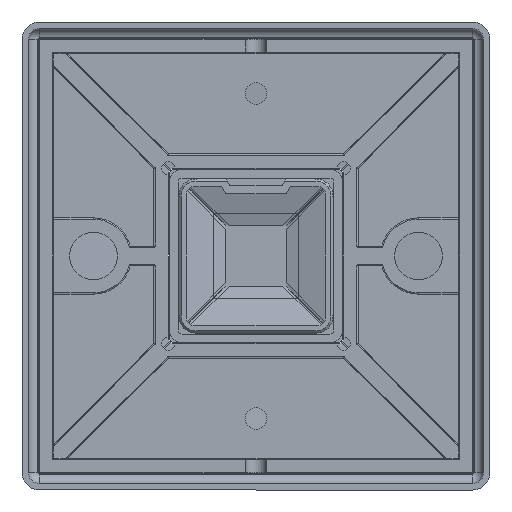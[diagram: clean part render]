
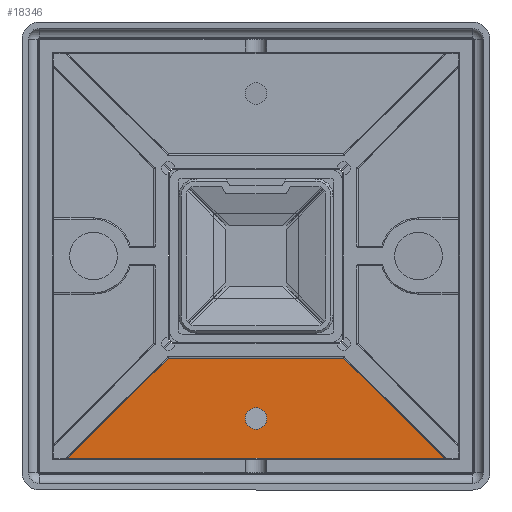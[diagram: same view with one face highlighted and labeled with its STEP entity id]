
A CAD part, front view. The second image highlights one B-rep face of the part: STEP entity #18346.
In plain terms, the highlighted face is planar.
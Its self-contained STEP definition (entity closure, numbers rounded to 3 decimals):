
#336 = AXIS2_PLACEMENT_3D ( 'NONE', #16888, #15445, #17948 ) ;
#457 = ORIENTED_EDGE ( 'NONE', *, *, #11108, .T. ) ;
#873 = ORIENTED_EDGE ( 'NONE', *, *, #18350, .T. ) ;
#967 = CIRCLE ( 'NONE', #10726, 2.5 ) ;
#1016 = DIRECTION ( 'NONE',  ( -0.707, 0.707, 0. ) ) ;
#1369 = EDGE_CURVE ( 'NONE', #18229, #10948, #14527, .T. ) ;
#1430 = VECTOR ( 'NONE', #12826, 1000. ) ;
#1595 = VECTOR ( 'NONE', #1016, 1000. ) ;
#1985 = CARTESIAN_POINT ( 'NONE',  ( -20.422, 23.55, 5. ) ) ;
#2741 = CARTESIAN_POINT ( 'NONE',  ( -20.297, 23.55, 5. ) ) ;
#2929 = DIRECTION ( 'NONE',  ( -0.707, -0.707, 0. ) ) ;
#4071 = EDGE_LOOP ( 'NONE', ( #16047, #4293 ) ) ;
#4196 = LINE ( 'NONE', #15944, #10439 ) ;
#4293 = ORIENTED_EDGE ( 'NONE', *, *, #12606, .F. ) ;
#5229 = LINE ( 'NONE', #6668, #1595 ) ;
#6581 = FACE_OUTER_BOUND ( 'NONE', #11688, .T. ) ;
#6668 = CARTESIAN_POINT ( 'NONE',  ( -43.959, 47.212, 5. ) ) ;
#7059 = VERTEX_POINT ( 'NONE', #10628 ) ;
#7242 = DIRECTION ( 'NONE',  ( 1., 0., 0. ) ) ;
#9452 = CARTESIAN_POINT ( 'NONE',  ( -2.5, 37.5, 5. ) ) ;
#10116 = CARTESIAN_POINT ( 'NONE',  ( 0., 37.5, 5. ) ) ;
#10164 = DIRECTION ( 'NONE',  ( 1., 0., 0. ) ) ;
#10417 = VECTOR ( 'NONE', #12226, 1000. ) ;
#10439 = VECTOR ( 'NONE', #2929, 1000. ) ;
#10628 = CARTESIAN_POINT ( 'NONE',  ( 20.297, 23.55, 5. ) ) ;
#10697 = LINE ( 'NONE', #1985, #10417 ) ;
#10726 = AXIS2_PLACEMENT_3D ( 'NONE', #10116, #15925, #7242 ) ;
#10792 = EDGE_CURVE ( 'NONE', #10948, #7059, #4196, .T. ) ;
#10948 = VERTEX_POINT ( 'NONE', #16303 ) ;
#11108 = EDGE_CURVE ( 'NONE', #15432, #18229, #5229, .T. ) ;
#11584 = CARTESIAN_POINT ( 'NONE',  ( 0., 37.5, 5. ) ) ;
#11688 = EDGE_LOOP ( 'NONE', ( #15980, #873, #457, #13082 ) ) ;
#11733 = EDGE_CURVE ( 'NONE', #18253, #14236, #17418, .T. ) ;
#12226 = DIRECTION ( 'NONE',  ( -1., 0., 0. ) ) ;
#12512 = PLANE ( 'NONE',  #336 ) ;
#12606 = EDGE_CURVE ( 'NONE', #14236, #18253, #967, .T. ) ;
#12826 = DIRECTION ( 'NONE',  ( 1., 0., 0. ) ) ;
#13082 = ORIENTED_EDGE ( 'NONE', *, *, #1369, .T. ) ;
#13830 = CARTESIAN_POINT ( 'NONE',  ( -43.447, 46.7, 5. ) ) ;
#13920 = FACE_BOUND ( 'NONE', #4071, .T. ) ;
#14236 = VERTEX_POINT ( 'NONE', #9452 ) ;
#14439 = CARTESIAN_POINT ( 'NONE',  ( 44.172, 46.7, 5. ) ) ;
#14527 = LINE ( 'NONE', #14439, #1430 ) ;
#14901 = DIRECTION ( 'NONE',  ( 0., 0., -1. ) ) ;
#15432 = VERTEX_POINT ( 'NONE', #2741 ) ;
#15445 = DIRECTION ( 'NONE',  ( 0., 0., 1. ) ) ;
#15925 = DIRECTION ( 'NONE',  ( 0., 0., -1. ) ) ;
#15944 = CARTESIAN_POINT ( 'NONE',  ( 20.209, 23.462, 5. ) ) ;
#15980 = ORIENTED_EDGE ( 'NONE', *, *, #10792, .T. ) ;
#16047 = ORIENTED_EDGE ( 'NONE', *, *, #11733, .F. ) ;
#16303 = CARTESIAN_POINT ( 'NONE',  ( 43.447, 46.7, 5. ) ) ;
#16702 = CARTESIAN_POINT ( 'NONE',  ( 2.5, 37.5, 5. ) ) ;
#16888 = CARTESIAN_POINT ( 'NONE',  ( 0., 2.828, 5. ) ) ;
#17418 = CIRCLE ( 'NONE', #18646, 2.5 ) ;
#17948 = DIRECTION ( 'NONE',  ( 1., 0., 0. ) ) ;
#18229 = VERTEX_POINT ( 'NONE', #13830 ) ;
#18253 = VERTEX_POINT ( 'NONE', #16702 ) ;
#18346 = ADVANCED_FACE ( 'NONE', ( #6581, #13920 ), #12512, .F. ) ;
#18350 = EDGE_CURVE ( 'NONE', #7059, #15432, #10697, .T. ) ;
#18646 = AXIS2_PLACEMENT_3D ( 'NONE', #11584, #14901, #10164 ) ;
